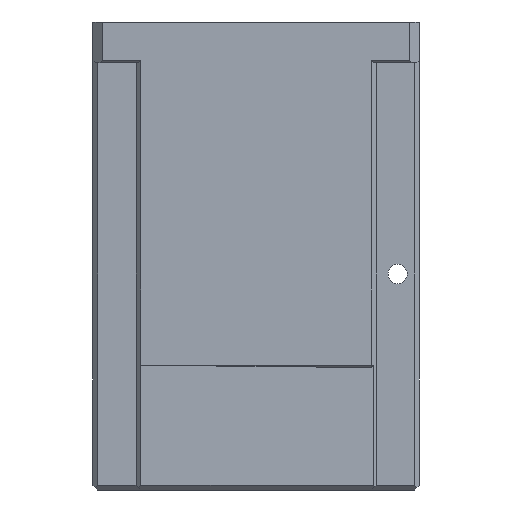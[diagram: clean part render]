
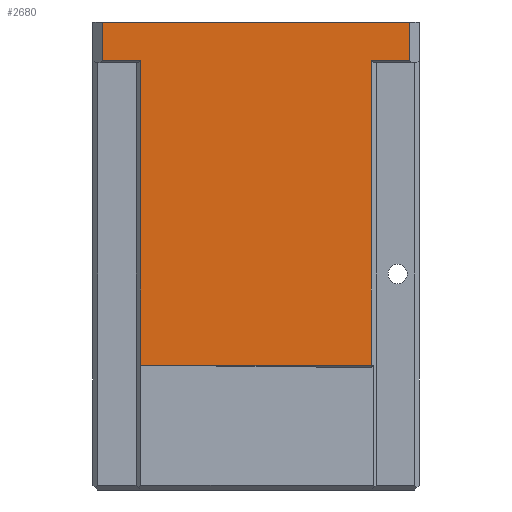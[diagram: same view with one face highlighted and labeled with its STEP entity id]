
A CAD part, left-side view. The second image highlights one B-rep face of the part: STEP entity #2680.
In plain terms, the highlighted planar face has unit normal (-1, 0, 0).
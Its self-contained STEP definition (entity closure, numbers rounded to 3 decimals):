
#144=FACE_OUTER_BOUND('',#294,.T.);
#294=EDGE_LOOP('',(#1996,#1997,#1998,#1999,#2000,#2001,#2002,#2003));
#460=LINE('',#3739,#809);
#561=LINE('',#3957,#910);
#568=LINE('',#3973,#917);
#571=LINE('',#3979,#920);
#572=LINE('',#3981,#921);
#573=LINE('',#3982,#922);
#574=LINE('',#3983,#923);
#575=LINE('',#3984,#924);
#809=VECTOR('',#3018,10.);
#910=VECTOR('',#3203,10.);
#917=VECTOR('',#3216,10.);
#920=VECTOR('',#3221,10.);
#921=VECTOR('',#3222,10.);
#922=VECTOR('',#3223,10.);
#923=VECTOR('',#3224,10.);
#924=VECTOR('',#3225,10.);
#1152=VERTEX_POINT('',#3736);
#1153=VERTEX_POINT('',#3738);
#1227=VERTEX_POINT('',#3954);
#1228=VERTEX_POINT('',#3956);
#1233=VERTEX_POINT('',#3970);
#1234=VERTEX_POINT('',#3972);
#1236=VERTEX_POINT('',#3978);
#1237=VERTEX_POINT('',#3980);
#1407=EDGE_CURVE('',#1152,#1153,#460,.T.);
#1516=EDGE_CURVE('',#1227,#1228,#561,.T.);
#1524=EDGE_CURVE('',#1233,#1234,#568,.T.);
#1527=EDGE_CURVE('',#1234,#1236,#571,.T.);
#1528=EDGE_CURVE('',#1237,#1233,#572,.T.);
#1529=EDGE_CURVE('',#1228,#1237,#573,.T.);
#1530=EDGE_CURVE('',#1153,#1227,#574,.T.);
#1531=EDGE_CURVE('',#1236,#1152,#575,.T.);
#1996=ORIENTED_EDGE('',*,*,#1527,.F.);
#1997=ORIENTED_EDGE('',*,*,#1524,.F.);
#1998=ORIENTED_EDGE('',*,*,#1528,.F.);
#1999=ORIENTED_EDGE('',*,*,#1529,.F.);
#2000=ORIENTED_EDGE('',*,*,#1516,.F.);
#2001=ORIENTED_EDGE('',*,*,#1530,.F.);
#2002=ORIENTED_EDGE('',*,*,#1407,.F.);
#2003=ORIENTED_EDGE('',*,*,#1531,.F.);
#2552=PLANE('',#2845);
#2680=ADVANCED_FACE('',(#144),#2552,.T.);
#2845=AXIS2_PLACEMENT_3D('',#3977,#3219,#3220);
#3018=DIRECTION('',(0.,0.,1.));
#3203=DIRECTION('',(0.,0.,1.));
#3216=DIRECTION('',(0.,1.,0.));
#3219=DIRECTION('center_axis',(-1.,0.,0.));
#3220=DIRECTION('ref_axis',(0.,-1.,0.));
#3221=DIRECTION('',(0.,0.,-1.));
#3222=DIRECTION('',(0.,0.,-1.));
#3223=DIRECTION('',(0.,-1.,0.));
#3224=DIRECTION('',(0.,1.,0.));
#3225=DIRECTION('',(0.,1.,0.));
#3736=CARTESIAN_POINT('',(0.,-2.,1.));
#3738=CARTESIAN_POINT('',(0.,-2.,64.5));
#3739=CARTESIAN_POINT('',(0.,-2.,0.));
#3954=CARTESIAN_POINT('',(0.,6.,64.5));
#3956=CARTESIAN_POINT('',(0.,6.,72.5));
#3957=CARTESIAN_POINT('',(0.,6.,0.));
#3970=CARTESIAN_POINT('',(0.,-58.,64.5));
#3972=CARTESIAN_POINT('',(0.,-50.,64.5));
#3973=CARTESIAN_POINT('',(0.,-27.75,64.5));
#3977=CARTESIAN_POINT('Origin',(0.,0.,0.));
#3978=CARTESIAN_POINT('',(0.,-50.,1.));
#3979=CARTESIAN_POINT('',(0.,-50.,0.));
#3980=CARTESIAN_POINT('',(0.,-58.,72.5));
#3981=CARTESIAN_POINT('',(0.,-58.,35.75));
#3982=CARTESIAN_POINT('',(0.,8.,72.5));
#3983=CARTESIAN_POINT('',(0.,1.75,64.5));
#3984=CARTESIAN_POINT('',(0.,-22.5,1.));
